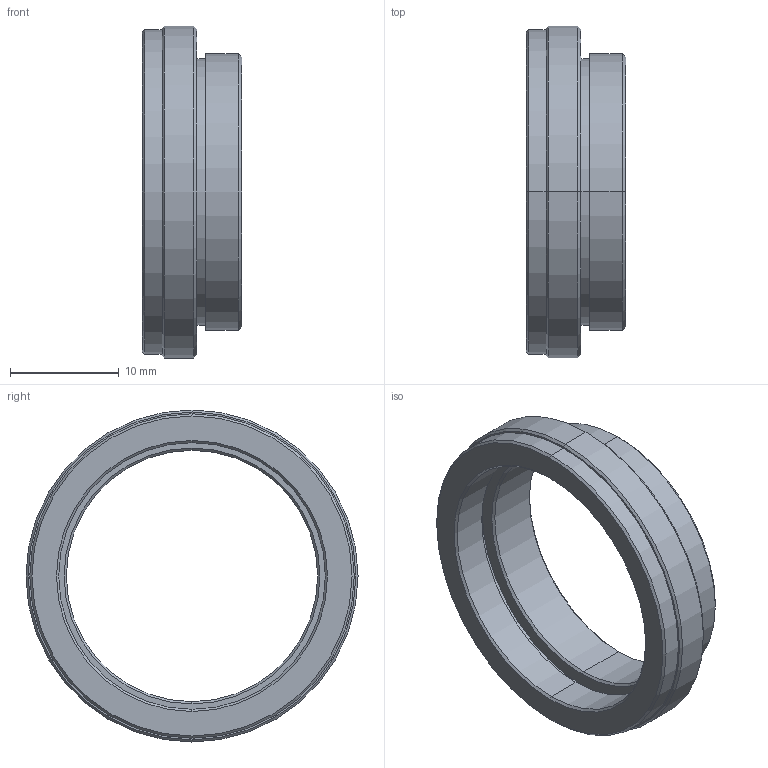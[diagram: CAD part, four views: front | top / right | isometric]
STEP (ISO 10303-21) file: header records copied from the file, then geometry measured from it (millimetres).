
FILE_DESCRIPTION (( 'STEP AP203' ), '1' );
FILE_NAME ('TAC-CB.STEP', '2025-10-17T07:25:33', ( '' ), ( '' ), 'SwSTEP 2.0', 'SolidWorks 2020', '' );
FILE_SCHEMA (( 'CONFIG_CONTROL_DESIGN' ));
Length unit declared in the file: millimetre
Products named in the file (1): TAC-CB
Bounding box: 9.1 x 30.5 x 30.5 mm (x, y, z)
Volume: 1545.3 mm3; surface area: 2217 mm2
Topology: 1 solids, 1 shells, 277 faces, 739 edges, 488 vertices
Faces by surface type: plane 198, bspline 51, cone 14, cylinder 14
Entity records: 9878 total; most frequent: CARTESIAN_POINT 3876, ORIENTED_EDGE 1478, DIRECTION 793, EDGE_CURVE 739, VERTEX_POINT 488, B_SPLINE_CURVE_WITH_KNOTS 442, EDGE_LOOP 303, FACE_OUTER_BOUND 277
